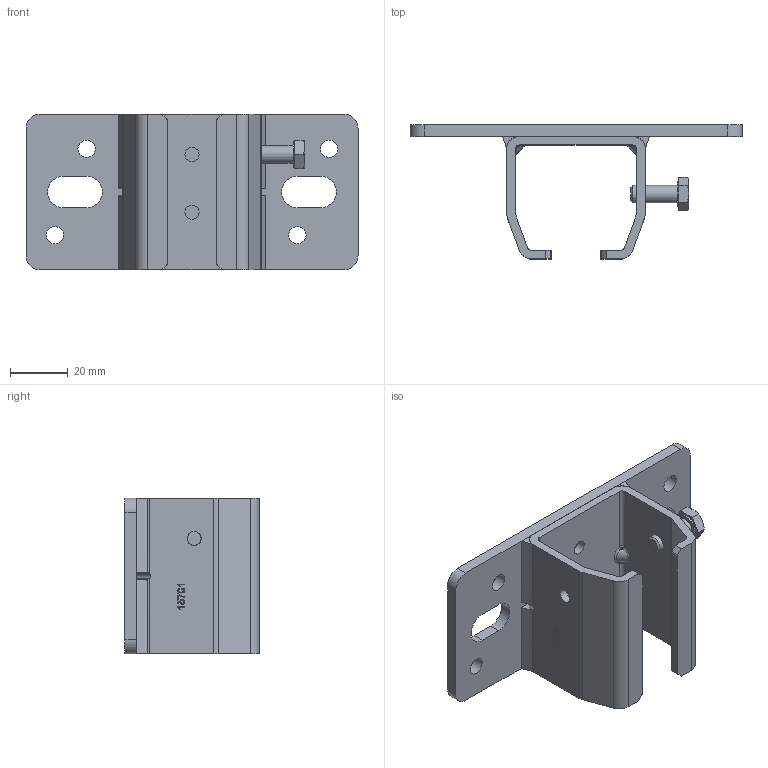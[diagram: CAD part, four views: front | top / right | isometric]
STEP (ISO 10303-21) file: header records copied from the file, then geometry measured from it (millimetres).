
FILE_DESCRIPTION(/* description */ (''),/* implementation_level */ '2;1');
FILE_NAME(/* name */ '9038H.stp',/* time_stamp */ '2020-12-02T16:54:59+01:00',/* author */ ('simmetf'),/* organization */ (''),/* preprocessor_version */ 'ST-DEVELOPER v17.2',/* originating_system */ 'Autodesk Inventor 2019',/* authorisation */ '');
FILE_SCHEMA (('AUTOMOTIVE_DESIGN { 1 0 10303 214 3 1 1 }'));
Length unit declared in the file: millimetre
Products named in the file (1): Pièce5
Bounding box: 115 x 46.5 x 54 mm (x, y, z)
Volume: 46995.4 mm3; surface area: 32191.3 mm2
Topology: 7 solids, 7 shells, 296 faces, 755 edges, 499 vertices
Faces by surface type: plane 174, cylinder 78, bspline 34, cone 7, sphere 3
Full cylindrical faces by diameter (mm): 1.151 x2, 1.25 x2, 4.917 x4, 6 x5, 8.88 x1
Entity records: 9374 total; most frequent: CARTESIAN_POINT 2182, ORIENTED_EDGE 1504, DIRECTION 1401, EDGE_CURVE 752, LINE 501, VECTOR 501, VERTEX_POINT 499, AXIS2_PLACEMENT_3D 450
